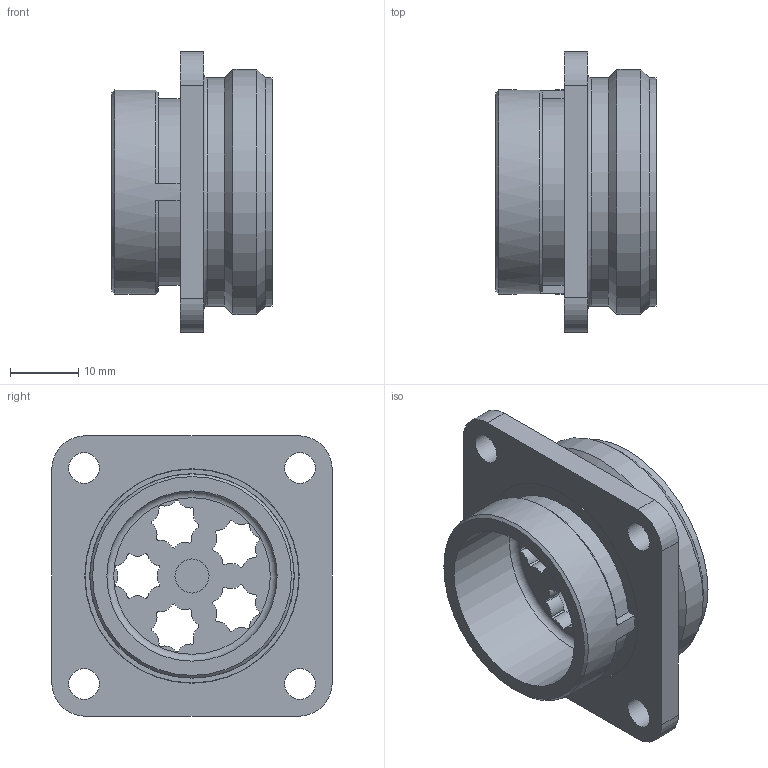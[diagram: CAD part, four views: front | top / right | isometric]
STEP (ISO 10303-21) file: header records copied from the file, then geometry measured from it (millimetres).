
FILE_DESCRIPTION(/* description */ ('STEP AP214'),/* implementation_level */ '2;1');
FILE_NAME(/* name */ '7562_KDVF-5',/* time_stamp */ '2024-08-25T18:26:00+02:00',/* author */ ('License CC BY-ND 4.0'),/* organization */ ('CADENAS'),/* preprocessor_version */ 'ST-DEVELOPER v19.3',/* originating_system */ 'PARTsolutions',/* authorisation */ ' ');
FILE_SCHEMA (('AUTOMOTIVE_DESIGN {1 0 10303 214 3 1 1}'));
Length unit declared in the file: millimetre
Products named in the file (1): 7562 KDVF-5
Bounding box: 23.5 x 41.2 x 41.2 mm (x, y, z)
Volume: 10806 mm3; surface area: 11023.7 mm2
Topology: 1 solids, 1 shells, 154 faces, 399 edges, 264 vertices
Faces by surface type: cylinder 110, plane 32, cone 6, torus 6
Full cylindrical faces by diameter (mm): 4.5 x4, 5 x1, 8.2 x5, 25 x1, 28 x1, 28.8 x1, 29.2 x1, 30 x1, 30.1 x1, 31 x1, 31.4 x1, 31.5 x1, 33.5 x2, 36 x1
Entity records: 4678 total; most frequent: DIRECTION 898, CARTESIAN_POINT 790, ORIENTED_EDGE 720, AXIS2_PLACEMENT_3D 389, EDGE_CURVE 360, VERTEX_POINT 257, CIRCLE 234, EDGE_LOOP 221
